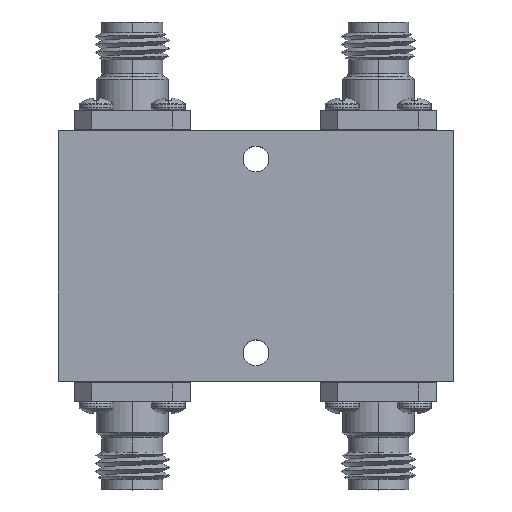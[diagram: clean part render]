
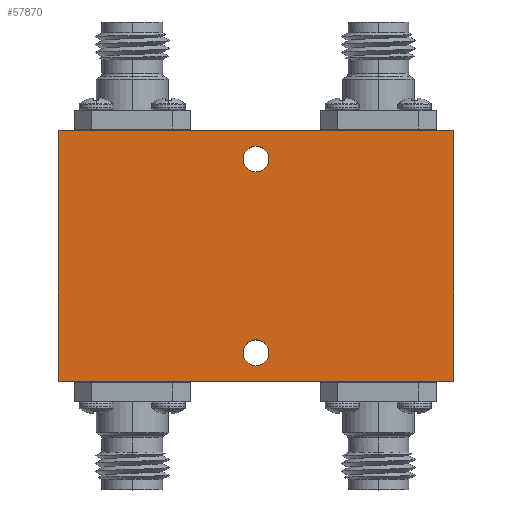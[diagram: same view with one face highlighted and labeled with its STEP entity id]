
A CAD part, top view. The second image highlights one B-rep face of the part: STEP entity #57870.
In plain terms, the highlighted planar face has unit normal (0, 0, 1).
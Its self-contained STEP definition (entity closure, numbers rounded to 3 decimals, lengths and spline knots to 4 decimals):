
#4728 = ORIENTED_EDGE ( 'NONE', *, *, #71101, .T. ) ;
#5022 = CIRCLE ( 'NONE', #66967, 0.0445 ) ;
#5185 = EDGE_CURVE ( 'NONE', #34503, #63935, #65602, .T. ) ;
#5845 = ORIENTED_EDGE ( 'NONE', *, *, #49171, .T. ) ;
#7612 = EDGE_CURVE ( 'NONE', #14700, #34503, #40856, .T. ) ;
#7811 = ORIENTED_EDGE ( 'NONE', *, *, #10779, .F. ) ;
#10779 = EDGE_CURVE ( 'NONE', #12558, #50713, #62580, .T. ) ;
#11769 = EDGE_LOOP ( 'NONE', ( #4728, #5845, #77134, #80338 ) ) ;
#12558 = VERTEX_POINT ( 'NONE', #38310 ) ;
#12838 = CARTESIAN_POINT ( 'NONE',  ( 0.6831, -0.4331, 0.4331 ) ) ;
#12935 = ORIENTED_EDGE ( 'NONE', *, *, #60064, .F. ) ;
#13044 = DIRECTION ( 'NONE',  ( 0., 0., 1. ) ) ;
#14700 = VERTEX_POINT ( 'NONE', #56593 ) ;
#15863 = CARTESIAN_POINT ( 'NONE',  ( 0.6831, 0.4331, 0.4331 ) ) ;
#16207 = CARTESIAN_POINT ( 'NONE',  ( 0., -0.3346, 0.4331 ) ) ;
#17444 = VECTOR ( 'NONE', #18282, 39.3701 ) ;
#18282 = DIRECTION ( 'NONE',  ( 0., 1., 0. ) ) ;
#19049 = DIRECTION ( 'NONE',  ( 1., 0., 0. ) ) ;
#20855 = LINE ( 'NONE', #37246, #49978 ) ;
#21248 = EDGE_LOOP ( 'NONE', ( #12935, #72433 ) ) ;
#24561 = CARTESIAN_POINT ( 'NONE',  ( 0., 0.3346, 0.4331 ) ) ;
#25030 = PLANE ( 'NONE',  #55238 ) ;
#25802 = DIRECTION ( 'NONE',  ( 1., 0., 0. ) ) ;
#26992 = DIRECTION ( 'NONE',  ( 1., 0., 0. ) ) ;
#28456 = VECTOR ( 'NONE', #65792, 39.3701 ) ;
#30713 = CARTESIAN_POINT ( 'NONE',  ( -0.0445, -0.3346, 0.4331 ) ) ;
#31567 = ORIENTED_EDGE ( 'NONE', *, *, #60563, .F. ) ;
#32850 = CARTESIAN_POINT ( 'NONE',  ( -0.6831, 0.4331, 0.4331 ) ) ;
#33400 = AXIS2_PLACEMENT_3D ( 'NONE', #58090, #45260, #26992 ) ;
#34503 = VERTEX_POINT ( 'NONE', #34791 ) ;
#34791 = CARTESIAN_POINT ( 'NONE',  ( 0.6831, 0.4331, 0.4331 ) ) ;
#36881 = DIRECTION ( 'NONE',  ( 1., 0., 0. ) ) ;
#37246 = CARTESIAN_POINT ( 'NONE',  ( 0.6831, -0.4331, 0.4331 ) ) ;
#37637 = CARTESIAN_POINT ( 'NONE',  ( -0.0445, 0.3346, 0.4331 ) ) ;
#37820 = DIRECTION ( 'NONE',  ( 0., -1., 0. ) ) ;
#38310 = CARTESIAN_POINT ( 'NONE',  ( 0.0445, 0.3346, 0.4331 ) ) ;
#40856 = LINE ( 'NONE', #12838, #17444 ) ;
#45260 = DIRECTION ( 'NONE',  ( 0., 0., 1. ) ) ;
#45569 = VECTOR ( 'NONE', #37820, 39.3701 ) ;
#47482 = LINE ( 'NONE', #60992, #45569 ) ;
#47857 = CIRCLE ( 'NONE', #71178, 0.0445 ) ;
#48731 = FACE_BOUND ( 'NONE', #21248, .T. ) ;
#49171 = EDGE_CURVE ( 'NONE', #78442, #14700, #20855, .T. ) ;
#49978 = VECTOR ( 'NONE', #25802, 39.3701 ) ;
#50713 = VERTEX_POINT ( 'NONE', #37637 ) ;
#51378 = VERTEX_POINT ( 'NONE', #30713 ) ;
#51642 = AXIS2_PLACEMENT_3D ( 'NONE', #55189, #61166, #36881 ) ;
#53044 = DIRECTION ( 'NONE',  ( 0., 0., 1. ) ) ;
#53160 = CIRCLE ( 'NONE', #51642, 0.0445 ) ;
#55189 = CARTESIAN_POINT ( 'NONE',  ( 0., -0.3346, 0.4331 ) ) ;
#55238 = AXIS2_PLACEMENT_3D ( 'NONE', #75806, #13044, #19049 ) ;
#56593 = CARTESIAN_POINT ( 'NONE',  ( 0.6831, -0.4331, 0.4331 ) ) ;
#57870 = ADVANCED_FACE ( 'NONE', ( #60430, #48731, #79029 ), #25030, .T. ) ;
#58090 = CARTESIAN_POINT ( 'NONE',  ( 0., 0.3346, 0.4331 ) ) ;
#59185 = CARTESIAN_POINT ( 'NONE',  ( -0.6831, -0.4331, 0.4331 ) ) ;
#60064 = EDGE_CURVE ( 'NONE', #66033, #51378, #5022, .T. ) ;
#60430 = FACE_BOUND ( 'NONE', #67185, .T. ) ;
#60563 = EDGE_CURVE ( 'NONE', #50713, #12558, #47857, .T. ) ;
#60992 = CARTESIAN_POINT ( 'NONE',  ( -0.6831, -0.4331, 0.4331 ) ) ;
#61166 = DIRECTION ( 'NONE',  ( 0., 0., 1. ) ) ;
#62204 = DIRECTION ( 'NONE',  ( 0., 0., 1. ) ) ;
#62580 = CIRCLE ( 'NONE', #33400, 0.0445 ) ;
#62843 = CARTESIAN_POINT ( 'NONE',  ( 0.0445, -0.3346, 0.4331 ) ) ;
#63935 = VERTEX_POINT ( 'NONE', #32850 ) ;
#65068 = DIRECTION ( 'NONE',  ( 1., 0., 0. ) ) ;
#65602 = LINE ( 'NONE', #15863, #28456 ) ;
#65607 = EDGE_CURVE ( 'NONE', #51378, #66033, #53160, .T. ) ;
#65792 = DIRECTION ( 'NONE',  ( -1., 0., 0. ) ) ;
#66033 = VERTEX_POINT ( 'NONE', #62843 ) ;
#66967 = AXIS2_PLACEMENT_3D ( 'NONE', #16207, #53044, #65068 ) ;
#67185 = EDGE_LOOP ( 'NONE', ( #7811, #31567 ) ) ;
#71101 = EDGE_CURVE ( 'NONE', #63935, #78442, #47482, .T. ) ;
#71178 = AXIS2_PLACEMENT_3D ( 'NONE', #24561, #62204, #75348 ) ;
#72433 = ORIENTED_EDGE ( 'NONE', *, *, #65607, .F. ) ;
#75348 = DIRECTION ( 'NONE',  ( 1., 0., 0. ) ) ;
#75806 = CARTESIAN_POINT ( 'NONE',  ( 0., 0., 0.4331 ) ) ;
#77134 = ORIENTED_EDGE ( 'NONE', *, *, #7612, .T. ) ;
#78442 = VERTEX_POINT ( 'NONE', #59185 ) ;
#79029 = FACE_OUTER_BOUND ( 'NONE', #11769, .T. ) ;
#80338 = ORIENTED_EDGE ( 'NONE', *, *, #5185, .T. ) ;
